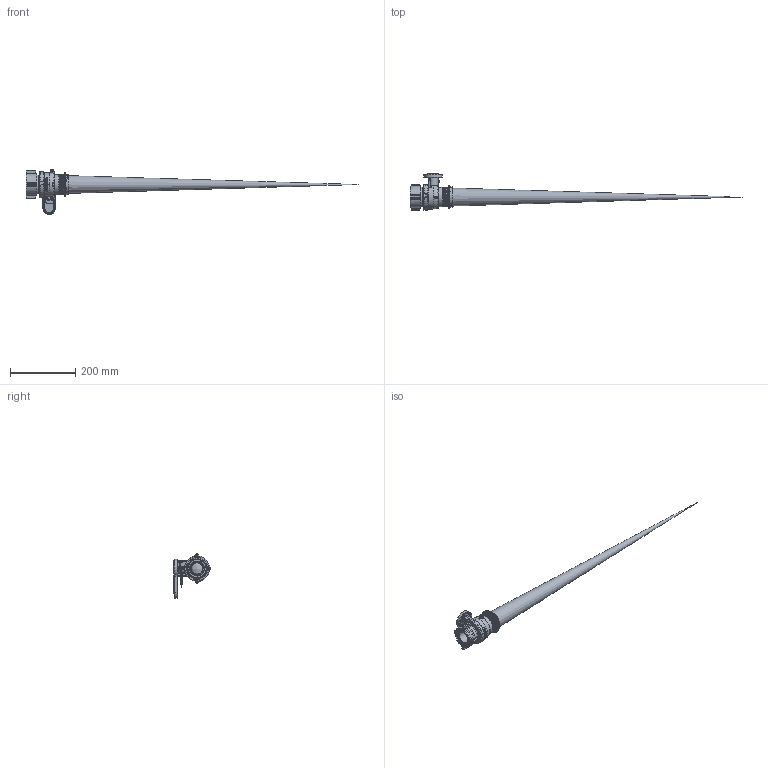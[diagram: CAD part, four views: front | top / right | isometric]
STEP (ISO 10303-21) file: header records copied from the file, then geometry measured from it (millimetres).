
FILE_DESCRIPTION(/* description */ ('MAUSER 2"PLY VLV NPT EPDM /CAP FOIL'),/* implementation_level */ '2;1');
FILE_NAME(/* name */ 'W230239.stp',/* time_stamp */ '2018-06-20T09:12:20-04:00',/* author */ ('MEG'),/* organization */ (''),/* preprocessor_version */ 'ST-DEVELOPER v17',/* originating_system */ 'Autodesk Inventor 2018',/* authorisation */ '');
FILE_SCHEMA (('AUTOMOTIVE_DESIGN { 1 0 10303 214 3 1 1 }'));
Products named in the file (20): W230239; WSMT20254; WSMT20254X; V22275G; V22283C; V22283D; VS20209; WS20002; WS20153; WS20163E; WS20255T; WS20255; V20255BX; WS22296; WS22296X; WS20258; VL1004; 201FPTX; 050DECAL; C25PFSLE113
Assembly tree (21 placements, depth 4):
  W230239
    WSMT20254
      WSMT20254X
      WS20258
    V22275G
    V22283C
    V22283D
    VS20209
    WS20002
    WS20153
    WS20163E  x2
    WS20255T
      WS20255
        V20255BX
    WS22296
      WS22296X
      WS20258
    VL1004
    201FPTX
    050DECAL
    C25PFSLE113
Bounding box: 1020.52 x 110.95 x 138.18 mm (x, y, z)
Volume: 318240.3 mm3; surface area: 327716.6 mm2
Topology: 17 solids, 17 shells, 4668 faces, 12876 edges, 8485 vertices
Faces by surface type: plane 2455, bspline 987, cylinder 977, torus 133, cone 90, sphere 26
Full cylindrical faces by diameter (mm): 1.93 x1, 3.175 x2, 3.251 x1, 3.683 x2, 3.81 x2, 3.962 x1, 4.775 x2, 5.08 x6, 5.258 x2, 5.309 x6, 6.35 x4, 6.528 x6, 7.925 x1, 18.161 x1, 18.288 x1, 22.225 x3, 23.495 x1, 24.079 x1, 30.226 x1, 30.988 x1, 34.29 x1, 38.1 x3, 38.633 x1, 43.129 x2, 43.18 x2, 43.942 x1, 44.45 x2, 45.974 x1, 48.514 x1, 49.022 x1
Entity records: 168929 total; most frequent: CARTESIAN_POINT 52807, ORIENTED_EDGE 25612, DIRECTION 20810, EDGE_CURVE 12806, VERTEX_POINT 8471, LINE 7842, VECTOR 7842, AXIS2_PLACEMENT_3D 6484
